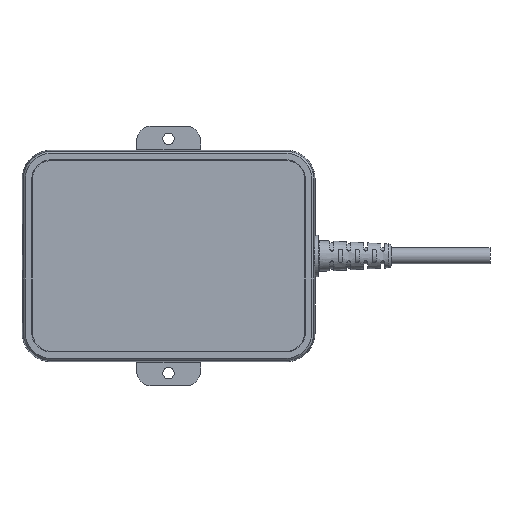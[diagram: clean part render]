
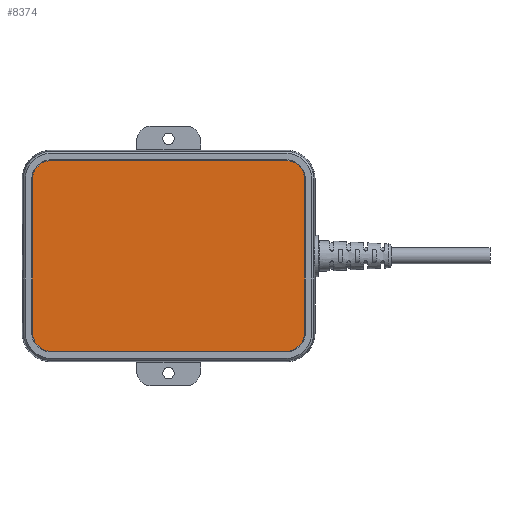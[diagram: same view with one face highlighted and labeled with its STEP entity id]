
A CAD part, top view. The second image highlights one B-rep face of the part: STEP entity #8374.
In plain terms, the highlighted planar face has unit normal (0, 0, 1).
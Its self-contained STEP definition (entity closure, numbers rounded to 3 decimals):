
#2513=CARTESIAN_POINT('',(-27.666,-23.466,17.));
#2514=DIRECTION('',(0.,0.,-1.));
#2515=DIRECTION('',(0.,-1.,0.));
#2516=AXIS2_PLACEMENT_3D('',#2513,#2514,#2515);
#2518=DIRECTION('',(0.,1.,0.));
#2519=VECTOR('',#2518,46.932);
#2520=CARTESIAN_POINT('',(-33.5,-23.466,17.));
#2521=LINE('',#2520,#2519);
#2522=CARTESIAN_POINT('',(-27.666,23.466,17.));
#2523=DIRECTION('',(0.,0.,-1.));
#2524=DIRECTION('',(-1.,0.,0.));
#2525=AXIS2_PLACEMENT_3D('',#2522,#2523,#2524);
#2527=DIRECTION('',(1.,0.,0.));
#2528=VECTOR('',#2527,71.932);
#2529=CARTESIAN_POINT('',(-27.666,29.3,17.));
#2530=LINE('',#2529,#2528);
#2531=CARTESIAN_POINT('',(44.266,23.466,17.));
#2532=DIRECTION('',(0.,0.,-1.));
#2533=DIRECTION('',(0.,1.,0.));
#2534=AXIS2_PLACEMENT_3D('',#2531,#2532,#2533);
#2536=DIRECTION('',(0.,-1.,0.));
#2537=VECTOR('',#2536,46.932);
#2538=CARTESIAN_POINT('',(50.1,23.466,17.));
#2539=LINE('',#2538,#2537);
#2540=CARTESIAN_POINT('',(44.266,-23.466,17.));
#2541=DIRECTION('',(0.,0.,-1.));
#2542=DIRECTION('',(1.,0.,0.));
#2543=AXIS2_PLACEMENT_3D('',#2540,#2541,#2542);
#2545=DIRECTION('',(-1.,0.,0.));
#2546=VECTOR('',#2545,71.932);
#2547=CARTESIAN_POINT('',(44.266,-29.3,17.));
#2548=LINE('',#2547,#2546);
#4983=CARTESIAN_POINT('',(-27.666,-29.3,17.));
#4984=CARTESIAN_POINT('',(-33.5,-23.466,17.));
#4985=VERTEX_POINT('',#4983);
#4986=VERTEX_POINT('',#4984);
#4987=CARTESIAN_POINT('',(-33.5,23.466,17.));
#4988=VERTEX_POINT('',#4987);
#4989=CARTESIAN_POINT('',(-27.666,29.3,17.));
#4990=VERTEX_POINT('',#4989);
#4991=CARTESIAN_POINT('',(44.266,29.3,17.));
#4992=VERTEX_POINT('',#4991);
#4993=CARTESIAN_POINT('',(50.1,23.466,17.));
#4994=VERTEX_POINT('',#4993);
#4995=CARTESIAN_POINT('',(50.1,-23.466,17.));
#4996=VERTEX_POINT('',#4995);
#4997=CARTESIAN_POINT('',(44.266,-29.3,17.));
#4998=VERTEX_POINT('',#4997);
#8359=CARTESIAN_POINT('',(8.3,0.,17.));
#8360=DIRECTION('',(0.,0.,1.));
#8361=DIRECTION('',(1.,0.,0.));
#8362=AXIS2_PLACEMENT_3D('',#8359,#8360,#8361);
#8363=PLANE('',#8362);
#8364=ORIENTED_EDGE('',*,*,#8255,.T.);
#8365=ORIENTED_EDGE('',*,*,#8270,.T.);
#8366=ORIENTED_EDGE('',*,*,#8284,.T.);
#8367=ORIENTED_EDGE('',*,*,#8298,.T.);
#8368=ORIENTED_EDGE('',*,*,#8312,.T.);
#8369=ORIENTED_EDGE('',*,*,#8326,.T.);
#8370=ORIENTED_EDGE('',*,*,#8340,.T.);
#8371=ORIENTED_EDGE('',*,*,#8353,.T.);
#8372=EDGE_LOOP('',(#8364,#8365,#8366,#8367,#8368,#8369,#8370,#8371));
#8373=FACE_OUTER_BOUND('',#8372,.F.);
#8374=ADVANCED_FACE('',(#8373),#8363,.T.);
#2517=CIRCLE('',#2516,5.834);
#2526=CIRCLE('',#2525,5.834);
#2535=CIRCLE('',#2534,5.834);
#2544=CIRCLE('',#2543,5.834);
#8255=EDGE_CURVE('',#4985,#4986,#2517,.T.);
#8270=EDGE_CURVE('',#4986,#4988,#2521,.T.);
#8284=EDGE_CURVE('',#4988,#4990,#2526,.T.);
#8298=EDGE_CURVE('',#4990,#4992,#2530,.T.);
#8312=EDGE_CURVE('',#4992,#4994,#2535,.T.);
#8326=EDGE_CURVE('',#4994,#4996,#2539,.T.);
#8340=EDGE_CURVE('',#4996,#4998,#2544,.T.);
#8353=EDGE_CURVE('',#4998,#4985,#2548,.T.);
